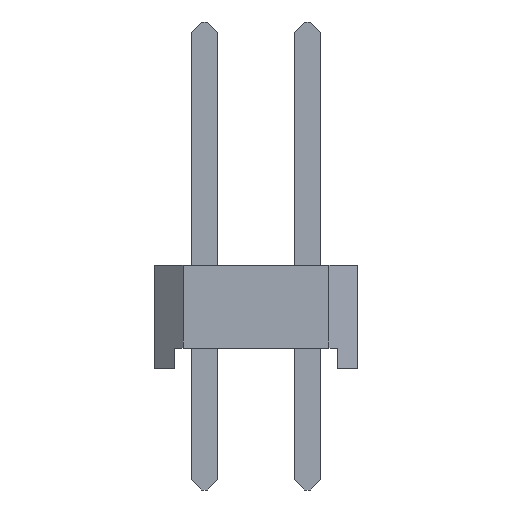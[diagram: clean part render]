
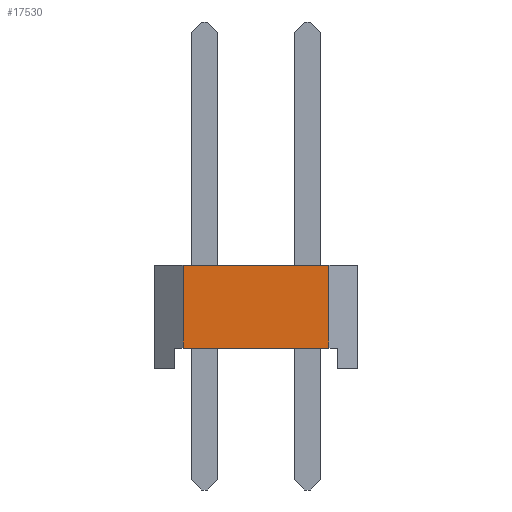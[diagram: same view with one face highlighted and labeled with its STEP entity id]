
A CAD part, left-side view. The second image highlights one B-rep face of the part: STEP entity #17530.
In plain terms, the highlighted planar face has unit normal (-1, 0, 0).
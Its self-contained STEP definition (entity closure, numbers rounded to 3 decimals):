
#557=FACE_OUTER_BOUND('',#1577,.T.);
#1577=EDGE_LOOP('',(#12262,#12263,#12264,#12265));
#2598=LINE('',#24064,#4884);
#2806=LINE('',#24709,#5092);
#3283=LINE('',#25632,#5569);
#3284=LINE('',#25633,#5570);
#4884=VECTOR('',#19552,1.);
#5092=VECTOR('',#19762,1.);
#5569=VECTOR('',#20433,1.);
#5570=VECTOR('',#20434,1.);
#7247=VERTEX_POINT('',#24061);
#7248=VERTEX_POINT('',#24063);
#7467=VERTEX_POINT('',#24706);
#7468=VERTEX_POINT('',#24708);
#8924=EDGE_CURVE('',#7247,#7248,#2598,.T.);
#9144=EDGE_CURVE('',#7467,#7468,#2806,.T.);
#9621=EDGE_CURVE('',#7248,#7467,#3283,.T.);
#9622=EDGE_CURVE('',#7247,#7468,#3284,.T.);
#12262=ORIENTED_EDGE('',*,*,#9621,.F.);
#12263=ORIENTED_EDGE('',*,*,#8924,.F.);
#12264=ORIENTED_EDGE('',*,*,#9622,.T.);
#12265=ORIENTED_EDGE('',*,*,#9144,.F.);
#16309=PLANE('',#18523);
#17530=ADVANCED_FACE('',(#557),#16309,.F.);
#18523=AXIS2_PLACEMENT_3D('',#25631,#20431,#20432);
#19552=DIRECTION('',(0.,1.,0.));
#19762=DIRECTION('',(0.,-1.,0.));
#20431=DIRECTION('center_axis',(1.,0.,0.));
#20432=DIRECTION('ref_axis',(0.,0.,-1.));
#20433=DIRECTION('',(0.,0.,1.));
#20434=DIRECTION('',(0.,0.,1.));
#24061=CARTESIAN_POINT('',(-21.59,-1.8,0.5));
#24063=CARTESIAN_POINT('',(-21.59,1.8,0.5));
#24064=CARTESIAN_POINT('',(-21.59,2.,0.5));
#24706=CARTESIAN_POINT('',(-21.59,1.8,2.54));
#24708=CARTESIAN_POINT('',(-21.59,-1.8,2.54));
#24709=CARTESIAN_POINT('',(-21.59,2.5,2.54));
#25631=CARTESIAN_POINT('Origin',(-21.59,2.5,2.54));
#25632=CARTESIAN_POINT('',(-21.59,1.8,0.));
#25633=CARTESIAN_POINT('',(-21.59,-1.8,0.));
